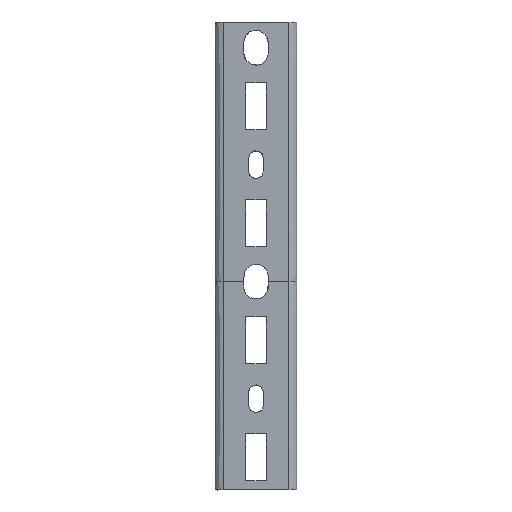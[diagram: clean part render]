
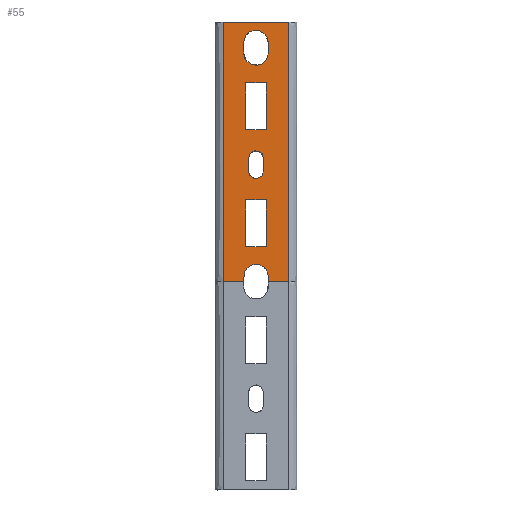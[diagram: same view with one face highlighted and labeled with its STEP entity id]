
A CAD part, front view. The second image highlights one B-rep face of the part: STEP entity #55.
In plain terms, the highlighted planar face has unit normal (0, -1, 0).
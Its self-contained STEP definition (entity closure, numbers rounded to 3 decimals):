
#15=FACE_BOUND('',#224,.T.);
#16=FACE_BOUND('',#225,.T.);
#17=FACE_BOUND('',#226,.T.);
#18=FACE_BOUND('',#227,.T.);
#55=ADVANCED_FACE('',(#139,#15,#16,#17,#18),#1235,.T.);
#139=FACE_OUTER_BOUND('',#223,.T.);
#223=EDGE_LOOP('',(#399,#400,#401,#402,#403,#404,#405));
#224=EDGE_LOOP('',(#406,#407,#408,#409));
#225=EDGE_LOOP('',(#410,#411));
#226=EDGE_LOOP('',(#412,#413,#414,#415));
#227=EDGE_LOOP('',(#416,#417));
#399=ORIENTED_EDGE('',*,*,#768,.T.);
#400=ORIENTED_EDGE('',*,*,#727,.F.);
#401=ORIENTED_EDGE('',*,*,#784,.F.);
#402=ORIENTED_EDGE('',*,*,#769,.T.);
#403=ORIENTED_EDGE('',*,*,#756,.F.);
#404=ORIENTED_EDGE('',*,*,#706,.F.);
#405=ORIENTED_EDGE('',*,*,#757,.T.);
#406=ORIENTED_EDGE('',*,*,#720,.F.);
#407=ORIENTED_EDGE('',*,*,#723,.F.);
#408=ORIENTED_EDGE('',*,*,#725,.F.);
#409=ORIENTED_EDGE('',*,*,#717,.F.);
#410=ORIENTED_EDGE('',*,*,#750,.F.);
#411=ORIENTED_EDGE('',*,*,#731,.F.);
#412=ORIENTED_EDGE('',*,*,#738,.F.);
#413=ORIENTED_EDGE('',*,*,#741,.F.);
#414=ORIENTED_EDGE('',*,*,#743,.F.);
#415=ORIENTED_EDGE('',*,*,#735,.F.);
#416=ORIENTED_EDGE('',*,*,#752,.F.);
#417=ORIENTED_EDGE('',*,*,#747,.F.);
#706=EDGE_CURVE('',#1091,#1093,#978,.T.);
#717=EDGE_CURVE('',#1102,#1099,#984,.T.);
#720=EDGE_CURVE('',#1104,#1102,#987,.T.);
#723=EDGE_CURVE('',#1106,#1104,#990,.T.);
#725=EDGE_CURVE('',#1099,#1106,#992,.T.);
#727=EDGE_CURVE('',#1108,#1125,#896,.T.);
#731=EDGE_CURVE('',#1112,#1109,#900,.T.);
#735=EDGE_CURVE('',#1116,#1113,#996,.T.);
#738=EDGE_CURVE('',#1118,#1116,#999,.T.);
#741=EDGE_CURVE('',#1120,#1118,#1002,.T.);
#743=EDGE_CURVE('',#1113,#1120,#1004,.T.);
#747=EDGE_CURVE('',#1124,#1121,#904,.T.);
#750=EDGE_CURVE('',#1109,#1112,#907,.T.);
#752=EDGE_CURVE('',#1121,#1124,#909,.T.);
#756=EDGE_CURVE('',#1093,#1132,#912,.T.);
#757=EDGE_CURVE('',#1091,#1134,#1006,.T.);
#768=EDGE_CURVE('',#1134,#1125,#1011,.T.);
#769=EDGE_CURVE('',#1128,#1132,#1012,.T.);
#784=EDGE_CURVE('',#1128,#1108,#922,.T.);
#896=(
BOUNDED_CURVE()
B_SPLINE_CURVE(2,(#1910,#1911,#1912,#1913,#1914,#1915,#1916),
 .UNSPECIFIED.,.F.,.F.)
B_SPLINE_CURVE_WITH_KNOTS((3,2,2,3),(-16.493,-8.247,
0.,2.25),.UNSPECIFIED.)
CURVE()
GEOMETRIC_REPRESENTATION_ITEM()
RATIONAL_B_SPLINE_CURVE((1.,0.707,1.,0.707,1.,1.,
1.))
REPRESENTATION_ITEM('')
);
#900=(
BOUNDED_CURVE()
B_SPLINE_CURVE(2,(#1928,#1929,#1930,#1931,#1932,#1933,#1934),
 .UNSPECIFIED.,.F.,.F.)
B_SPLINE_CURVE_WITH_KNOTS((3,2,2,3),(-10.21,-5.105,
0.,5.5),.UNSPECIFIED.)
CURVE()
GEOMETRIC_REPRESENTATION_ITEM()
RATIONAL_B_SPLINE_CURVE((1.,0.707,1.,0.707,1.,1.,
1.))
REPRESENTATION_ITEM('')
);
#904=(
BOUNDED_CURVE()
B_SPLINE_CURVE(2,(#1970,#1971,#1972,#1973,#1974,#1975,#1976),
 .UNSPECIFIED.,.F.,.F.)
B_SPLINE_CURVE_WITH_KNOTS((3,2,2,3),(-16.493,-8.247,
0.,4.5),.UNSPECIFIED.)
CURVE()
GEOMETRIC_REPRESENTATION_ITEM()
RATIONAL_B_SPLINE_CURVE((1.,0.707,1.,0.707,1.,1.,
1.))
REPRESENTATION_ITEM('')
);
#907=(
BOUNDED_CURVE()
B_SPLINE_CURVE(2,(#1987,#1988,#1989,#1990,#1991,#1992,#1993),
 .UNSPECIFIED.,.F.,.F.)
B_SPLINE_CURVE_WITH_KNOTS((3,2,2,3),(-25.92,-20.815,
-15.71,-10.21),.UNSPECIFIED.)
CURVE()
GEOMETRIC_REPRESENTATION_ITEM()
RATIONAL_B_SPLINE_CURVE((1.,0.707,1.,0.707,1.,1.,
1.))
REPRESENTATION_ITEM('')
);
#909=(
BOUNDED_CURVE()
B_SPLINE_CURVE(2,(#2001,#2002,#2003,#2004,#2005,#2006,#2007),
 .UNSPECIFIED.,.F.,.F.)
B_SPLINE_CURVE_WITH_KNOTS((3,2,2,3),(-37.487,-29.24,
-20.993,-16.493),.UNSPECIFIED.)
CURVE()
GEOMETRIC_REPRESENTATION_ITEM()
RATIONAL_B_SPLINE_CURVE((1.,0.707,1.,0.707,1.,1.,
1.))
REPRESENTATION_ITEM('')
);
#912=(
BOUNDED_CURVE()
B_SPLINE_CURVE(1,(#2015,#2016),.UNSPECIFIED.,.F.,.F.)
B_SPLINE_CURVE_WITH_KNOTS((2,2),(202.4,313.4),
 .UNSPECIFIED.)
CURVE()
GEOMETRIC_REPRESENTATION_ITEM()
RATIONAL_B_SPLINE_CURVE((1.,1.))
REPRESENTATION_ITEM('')
);
#922=(
BOUNDED_CURVE()
B_SPLINE_CURVE(2,(#2079,#2080,#2081),.UNSPECIFIED.,.F.,.F.)
B_SPLINE_CURVE_WITH_KNOTS((3,3),(-18.743,-16.493),
 .UNSPECIFIED.)
CURVE()
GEOMETRIC_REPRESENTATION_ITEM()
RATIONAL_B_SPLINE_CURVE((1.,1.,1.))
REPRESENTATION_ITEM('')
);
#978=B_SPLINE_CURVE_WITH_KNOTS('',1,(#1865,#1866),.UNSPECIFIED.,.F.,.F.,
(2,2),(0.,28.072),.UNSPECIFIED.);
#984=B_SPLINE_CURVE_WITH_KNOTS('',1,(#1890,#1891),.UNSPECIFIED.,.F.,.F.,
(2,2),(0.,20.),.UNSPECIFIED.);
#987=B_SPLINE_CURVE_WITH_KNOTS('',1,(#1896,#1897),.UNSPECIFIED.,.F.,.F.,
(2,2),(0.,8.7),.UNSPECIFIED.);
#990=B_SPLINE_CURVE_WITH_KNOTS('',1,(#1902,#1903),.UNSPECIFIED.,.F.,.F.,
(2,2),(0.,20.),.UNSPECIFIED.);
#992=B_SPLINE_CURVE_WITH_KNOTS('',1,(#1906,#1907),.UNSPECIFIED.,.F.,.F.,
(2,2),(0.,8.7),.UNSPECIFIED.);
#996=B_SPLINE_CURVE_WITH_KNOTS('',1,(#1941,#1942),.UNSPECIFIED.,.F.,.F.,
(2,2),(0.,20.),.UNSPECIFIED.);
#999=B_SPLINE_CURVE_WITH_KNOTS('',1,(#1947,#1948),.UNSPECIFIED.,.F.,.F.,
(2,2),(0.,8.7),.UNSPECIFIED.);
#1002=B_SPLINE_CURVE_WITH_KNOTS('',1,(#1953,#1954),.UNSPECIFIED.,.F.,.F.,
(2,2),(0.,20.),.UNSPECIFIED.);
#1004=B_SPLINE_CURVE_WITH_KNOTS('',1,(#1957,#1958),.UNSPECIFIED.,.F.,.F.,
(2,2),(0.,8.7),.UNSPECIFIED.);
#1006=B_SPLINE_CURVE_WITH_KNOTS('',1,(#2017,#2018),.UNSPECIFIED.,.F.,.F.,
(2,2),(0.,111.),.UNSPECIFIED.);
#1011=B_SPLINE_CURVE_WITH_KNOTS('',1,(#2040,#2041),.UNSPECIFIED.,.F.,.F.,
(2,2),(-265.786,-257.),.UNSPECIFIED.);
#1012=B_SPLINE_CURVE_WITH_KNOTS('',1,(#2042,#2043),.UNSPECIFIED.,.F.,.F.,
(2,2),(-246.5,-237.714),.UNSPECIFIED.);
#1091=VERTEX_POINT('',#1723);
#1093=VERTEX_POINT('',#1725);
#1099=VERTEX_POINT('',#1731);
#1102=VERTEX_POINT('',#1734);
#1104=VERTEX_POINT('',#1736);
#1106=VERTEX_POINT('',#1738);
#1108=VERTEX_POINT('',#1740);
#1109=VERTEX_POINT('',#1741);
#1112=VERTEX_POINT('',#1744);
#1113=VERTEX_POINT('',#1745);
#1116=VERTEX_POINT('',#1748);
#1118=VERTEX_POINT('',#1750);
#1120=VERTEX_POINT('',#1752);
#1121=VERTEX_POINT('',#1753);
#1124=VERTEX_POINT('',#1756);
#1125=VERTEX_POINT('',#1757);
#1128=VERTEX_POINT('',#1760);
#1132=VERTEX_POINT('',#1764);
#1134=VERTEX_POINT('',#1766);
#1235=PLANE('',#1313);
#1313=AXIS2_PLACEMENT_3D('',#1531,#1374,$);
#1374=DIRECTION('',(0.,-1.,0.));
#1531=CARTESIAN_POINT('',(-19.244,-9.,217.4));
#1723=CARTESIAN_POINT('',(-14.036,-9.,200.));
#1725=CARTESIAN_POINT('',(14.036,-9.,200.));
#1731=CARTESIAN_POINT('',(4.35,-9.,174.));
#1734=CARTESIAN_POINT('',(4.35,-9.,154.));
#1736=CARTESIAN_POINT('',(-4.35,-9.,154.));
#1738=CARTESIAN_POINT('',(-4.35,-9.,174.));
#1740=CARTESIAN_POINT('',(5.25,-9.,91.25));
#1741=CARTESIAN_POINT('',(3.25,-9.,141.75));
#1744=CARTESIAN_POINT('',(-3.25,-9.,136.25));
#1745=CARTESIAN_POINT('',(4.35,-9.,124.));
#1748=CARTESIAN_POINT('',(4.35,-9.,104.));
#1750=CARTESIAN_POINT('',(-4.35,-9.,104.));
#1752=CARTESIAN_POINT('',(-4.35,-9.,124.));
#1753=CARTESIAN_POINT('',(-5.25,-9.,186.75));
#1756=CARTESIAN_POINT('',(5.25,-9.,191.25));
#1757=CARTESIAN_POINT('',(-5.25,-9.,89.));
#1760=CARTESIAN_POINT('',(5.25,-9.,89.));
#1764=CARTESIAN_POINT('',(14.036,-9.,89.));
#1766=CARTESIAN_POINT('',(-14.036,-9.,89.));
#1865=CARTESIAN_POINT('',(-14.036,-9.,200.));
#1866=CARTESIAN_POINT('',(14.036,-9.,200.));
#1890=CARTESIAN_POINT('',(4.35,-9.,154.));
#1891=CARTESIAN_POINT('',(4.35,-9.,174.));
#1896=CARTESIAN_POINT('',(-4.35,-9.,154.));
#1897=CARTESIAN_POINT('',(4.35,-9.,154.));
#1902=CARTESIAN_POINT('',(-4.35,-9.,174.));
#1903=CARTESIAN_POINT('',(-4.35,-9.,154.));
#1906=CARTESIAN_POINT('',(4.35,-9.,174.));
#1907=CARTESIAN_POINT('',(-4.35,-9.,174.));
#1910=CARTESIAN_POINT('',(5.25,-9.,91.25));
#1911=CARTESIAN_POINT('',(5.25,-9.,96.5));
#1912=CARTESIAN_POINT('',(0.,-9.,96.5));
#1913=CARTESIAN_POINT('',(-5.25,-9.,96.5));
#1914=CARTESIAN_POINT('',(-5.25,-9.,91.25));
#1915=CARTESIAN_POINT('',(-5.25,-9.,90.125));
#1916=CARTESIAN_POINT('',(-5.25,-9.,89.));
#1928=CARTESIAN_POINT('',(-3.25,-9.,136.25));
#1929=CARTESIAN_POINT('',(-3.25,-9.,133.));
#1930=CARTESIAN_POINT('',(0.,-9.,133.));
#1931=CARTESIAN_POINT('',(3.25,-9.,133.));
#1932=CARTESIAN_POINT('',(3.25,-9.,136.25));
#1933=CARTESIAN_POINT('',(3.25,-9.,139.));
#1934=CARTESIAN_POINT('',(3.25,-9.,141.75));
#1941=CARTESIAN_POINT('',(4.35,-9.,104.));
#1942=CARTESIAN_POINT('',(4.35,-9.,124.));
#1947=CARTESIAN_POINT('',(-4.35,-9.,104.));
#1948=CARTESIAN_POINT('',(4.35,-9.,104.));
#1953=CARTESIAN_POINT('',(-4.35,-9.,124.));
#1954=CARTESIAN_POINT('',(-4.35,-9.,104.));
#1957=CARTESIAN_POINT('',(4.35,-9.,124.));
#1958=CARTESIAN_POINT('',(-4.35,-9.,124.));
#1970=CARTESIAN_POINT('',(5.25,-9.,191.25));
#1971=CARTESIAN_POINT('',(5.25,-9.,196.5));
#1972=CARTESIAN_POINT('',(0.,-9.,196.5));
#1973=CARTESIAN_POINT('',(-5.25,-9.,196.5));
#1974=CARTESIAN_POINT('',(-5.25,-9.,191.25));
#1975=CARTESIAN_POINT('',(-5.25,-9.,189.));
#1976=CARTESIAN_POINT('',(-5.25,-9.,186.75));
#1987=CARTESIAN_POINT('',(3.25,-9.,141.75));
#1988=CARTESIAN_POINT('',(3.25,-9.,145.));
#1989=CARTESIAN_POINT('',(0.,-9.,145.));
#1990=CARTESIAN_POINT('',(-3.25,-9.,145.));
#1991=CARTESIAN_POINT('',(-3.25,-9.,141.75));
#1992=CARTESIAN_POINT('',(-3.25,-9.,139.));
#1993=CARTESIAN_POINT('',(-3.25,-9.,136.25));
#2001=CARTESIAN_POINT('',(-5.25,-9.,186.75));
#2002=CARTESIAN_POINT('',(-5.25,-9.,181.5));
#2003=CARTESIAN_POINT('',(0.,-9.,181.5));
#2004=CARTESIAN_POINT('',(5.25,-9.,181.5));
#2005=CARTESIAN_POINT('',(5.25,-9.,186.75));
#2006=CARTESIAN_POINT('',(5.25,-9.,189.));
#2007=CARTESIAN_POINT('',(5.25,-9.,191.25));
#2015=CARTESIAN_POINT('',(14.036,-9.,200.));
#2016=CARTESIAN_POINT('',(14.036,-9.,89.));
#2017=CARTESIAN_POINT('',(-14.036,-9.,200.));
#2018=CARTESIAN_POINT('',(-14.036,-9.,89.));
#2040=CARTESIAN_POINT('',(-14.036,-9.,89.));
#2041=CARTESIAN_POINT('',(-5.25,-9.,89.));
#2042=CARTESIAN_POINT('',(5.25,-9.,89.));
#2043=CARTESIAN_POINT('',(14.036,-9.,89.));
#2079=CARTESIAN_POINT('',(5.25,-9.,89.));
#2080=CARTESIAN_POINT('',(5.25,-9.,90.125));
#2081=CARTESIAN_POINT('',(5.25,-9.,91.25));
